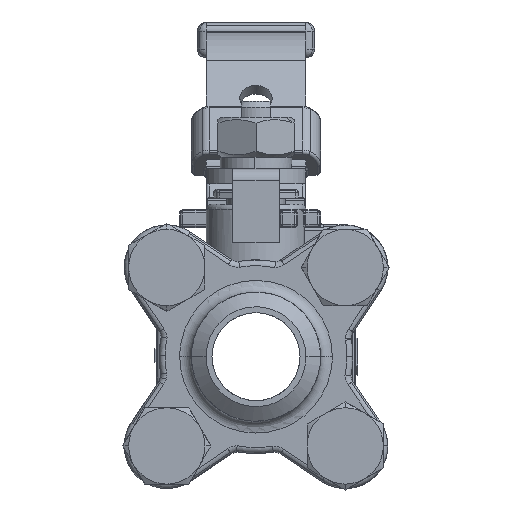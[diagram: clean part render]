
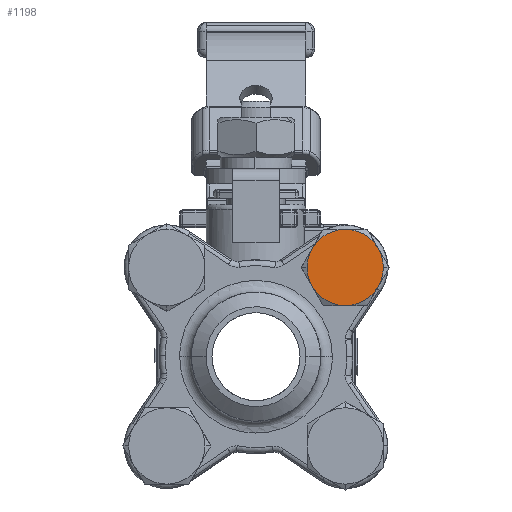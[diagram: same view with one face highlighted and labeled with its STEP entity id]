
A CAD part, left-side view. The second image highlights one B-rep face of the part: STEP entity #1198.
In plain terms, the highlighted planar face has unit normal (-1, 0, 0).
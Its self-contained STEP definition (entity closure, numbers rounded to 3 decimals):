
#532=CARTESIAN_POINT('',(-25.48,-9.574,18.453));
#533=VERTEX_POINT('',#532);
#542=CARTESIAN_POINT('',(-25.48,-15.203,21.703));
#543=VERTEX_POINT('',#542);
#544=CARTESIAN_POINT('',(-25.48,-15.203,15.203));
#545=DIRECTION('',(-1.,-0.,-0.));
#546=DIRECTION('',(-0.,1.,0.));
#547=AXIS2_PLACEMENT_3D('',#544,#545,#546);
#548=CIRCLE('',#547,6.5);
#549=EDGE_CURVE('',#543,#533,#548,.T.);
#567=CARTESIAN_POINT('',(-25.48,-20.832,18.453));
#568=VERTEX_POINT('',#567);
#581=CARTESIAN_POINT('',(-25.48,-15.203,15.203));
#582=DIRECTION('',(-1.,-0.,-0.));
#583=DIRECTION('',(-0.,1.,0.));
#584=AXIS2_PLACEMENT_3D('',#581,#582,#583);
#585=CIRCLE('',#584,6.5);
#586=EDGE_CURVE('',#568,#543,#585,.T.);
#598=CARTESIAN_POINT('',(-25.48,-8.703,15.203));
#599=VERTEX_POINT('',#598);
#606=CARTESIAN_POINT('',(-25.48,-9.574,18.453));
#607=CARTESIAN_POINT('',(-25.48,-9.432,18.207));
#608=CARTESIAN_POINT('',(-25.48,-9.306,17.952));
#609=CARTESIAN_POINT('',(-25.48,-9.198,17.69));
#610=CARTESIAN_POINT('',(-25.48,-9.089,17.428));
#611=CARTESIAN_POINT('',(-25.48,-8.998,17.159));
#612=CARTESIAN_POINT('',(-25.48,-8.924,16.885));
#613=CARTESIAN_POINT('',(-25.48,-8.851,16.611));
#614=CARTESIAN_POINT('',(-25.48,-8.795,16.332));
#615=CARTESIAN_POINT('',(-25.48,-8.758,16.051));
#616=CARTESIAN_POINT('',(-25.48,-8.721,15.77));
#617=CARTESIAN_POINT('',(-25.48,-8.703,15.486));
#618=CARTESIAN_POINT('',(-25.48,-8.703,15.203));
#619=CARTESIAN_POINT('',(-25.48,-8.703,14.919));
#620=CARTESIAN_POINT('',(-25.48,-8.721,14.636));
#621=CARTESIAN_POINT('',(-25.48,-8.758,14.354));
#622=CARTESIAN_POINT('',(-25.48,-8.795,14.073));
#623=CARTESIAN_POINT('',(-25.48,-8.851,13.794));
#624=CARTESIAN_POINT('',(-25.48,-8.924,13.52));
#625=CARTESIAN_POINT('',(-25.48,-8.998,13.247));
#626=CARTESIAN_POINT('',(-25.48,-9.089,12.977));
#627=CARTESIAN_POINT('',(-25.48,-9.198,12.715));
#628=CARTESIAN_POINT('',(-25.48,-9.306,12.453));
#629=CARTESIAN_POINT('',(-25.48,-9.432,12.198));
#630=CARTESIAN_POINT('',(-25.48,-9.574,11.953));
#631=B_SPLINE_CURVE_WITH_KNOTS('',3,(#606,#607,#608,#609,#610,#611,#612,#613,#614,#615,#616,#617,#618,#619,#620,#621,#622,#623,#624,#625,#626,#627,#628,#629,#630),.UNSPECIFIED.,.F.,.F.,(4,3,3,3,3,3,3,3,4),(330.,337.5,345.,352.5,360.,367.5,375.,382.5,390.),.UNSPECIFIED.);
#632=EDGE_CURVE('',#533,#599,#631,.T.);
#650=CARTESIAN_POINT('',(-25.48,-21.703,15.203));
#651=VERTEX_POINT('',#650);
#658=CARTESIAN_POINT('',(-25.48,-20.832,11.953));
#659=VERTEX_POINT('',#658);
#660=CARTESIAN_POINT('',(-25.48,-20.832,11.953));
#661=CARTESIAN_POINT('',(-25.48,-20.974,12.198));
#662=CARTESIAN_POINT('',(-25.48,-21.099,12.453));
#663=CARTESIAN_POINT('',(-25.48,-21.208,12.715));
#664=CARTESIAN_POINT('',(-25.48,-21.317,12.977));
#665=CARTESIAN_POINT('',(-25.48,-21.408,13.247));
#666=CARTESIAN_POINT('',(-25.48,-21.481,13.52));
#667=CARTESIAN_POINT('',(-25.48,-21.555,13.794));
#668=CARTESIAN_POINT('',(-25.48,-21.61,14.073));
#669=CARTESIAN_POINT('',(-25.48,-21.647,14.354));
#670=CARTESIAN_POINT('',(-25.48,-21.684,14.636));
#671=CARTESIAN_POINT('',(-25.48,-21.703,14.919));
#672=CARTESIAN_POINT('',(-25.48,-21.703,15.203));
#673=CARTESIAN_POINT('',(-25.48,-21.703,15.486));
#674=CARTESIAN_POINT('',(-25.48,-21.684,15.77));
#675=CARTESIAN_POINT('',(-25.48,-21.647,16.051));
#676=CARTESIAN_POINT('',(-25.48,-21.61,16.332));
#677=CARTESIAN_POINT('',(-25.48,-21.555,16.611));
#678=CARTESIAN_POINT('',(-25.48,-21.481,16.885));
#679=CARTESIAN_POINT('',(-25.48,-21.408,17.159));
#680=CARTESIAN_POINT('',(-25.48,-21.317,17.428));
#681=CARTESIAN_POINT('',(-25.48,-21.208,17.69));
#682=CARTESIAN_POINT('',(-25.48,-21.099,17.952));
#683=CARTESIAN_POINT('',(-25.48,-20.974,18.207));
#684=CARTESIAN_POINT('',(-25.48,-20.832,18.453));
#685=B_SPLINE_CURVE_WITH_KNOTS('',3,(#660,#661,#662,#663,#664,#665,#666,#667,#668,#669,#670,#671,#672,#673,#674,#675,#676,#677,#678,#679,#680,#681,#682,#683,#684),.UNSPECIFIED.,.F.,.F.,(4,3,3,3,3,3,3,3,4),(150.,157.5,165.,172.5,180.,187.5,195.,202.5,210.),.UNSPECIFIED.);
#686=EDGE_CURVE('',#659,#651,#685,.T.);
#702=CARTESIAN_POINT('',(-25.48,-15.203,8.703));
#703=VERTEX_POINT('',#702);
#712=CARTESIAN_POINT('',(-25.48,-9.574,11.953));
#713=VERTEX_POINT('',#712);
#714=CARTESIAN_POINT('',(-25.48,-15.203,15.203));
#715=DIRECTION('',(-1.,-0.,-0.));
#716=DIRECTION('',(-0.,1.,0.));
#717=AXIS2_PLACEMENT_3D('',#714,#715,#716);
#718=CIRCLE('',#717,6.5);
#719=EDGE_CURVE('',#713,#703,#718,.T.);
#749=CARTESIAN_POINT('',(-25.48,-15.203,15.203));
#750=DIRECTION('',(-1.,-0.,-0.));
#751=DIRECTION('',(-0.,1.,0.));
#752=AXIS2_PLACEMENT_3D('',#749,#750,#751);
#753=CIRCLE('',#752,6.5);
#754=EDGE_CURVE('',#703,#659,#753,.T.);
#1129=CARTESIAN_POINT('',(-25.48,-15.203,15.203));
#1130=DIRECTION('',(1.,0.,0.));
#1131=DIRECTION('',(0.,0.,-1.));
#1132=AXIS2_PLACEMENT_3D('',#1129,#1130,#1131);
#1133=PLANE('',#1132);
#1134=ORIENTED_EDGE('',*,*,#549,.T.);
#1135=ORIENTED_EDGE('',*,*,#632,.T.);
#1136=CARTESIAN_POINT('',(-25.48,-9.574,18.453));
#1137=CARTESIAN_POINT('',(-25.48,-9.432,18.207));
#1138=CARTESIAN_POINT('',(-25.48,-9.306,17.952));
#1139=CARTESIAN_POINT('',(-25.48,-9.198,17.69));
#1140=CARTESIAN_POINT('',(-25.48,-9.089,17.428));
#1141=CARTESIAN_POINT('',(-25.48,-8.998,17.159));
#1142=CARTESIAN_POINT('',(-25.48,-8.924,16.885));
#1143=CARTESIAN_POINT('',(-25.48,-8.851,16.611));
#1144=CARTESIAN_POINT('',(-25.48,-8.795,16.332));
#1145=CARTESIAN_POINT('',(-25.48,-8.758,16.051));
#1146=CARTESIAN_POINT('',(-25.48,-8.721,15.77));
#1147=CARTESIAN_POINT('',(-25.48,-8.703,15.486));
#1148=CARTESIAN_POINT('',(-25.48,-8.703,15.203));
#1149=CARTESIAN_POINT('',(-25.48,-8.703,14.919));
#1150=CARTESIAN_POINT('',(-25.48,-8.721,14.636));
#1151=CARTESIAN_POINT('',(-25.48,-8.758,14.354));
#1152=CARTESIAN_POINT('',(-25.48,-8.795,14.073));
#1153=CARTESIAN_POINT('',(-25.48,-8.851,13.794));
#1154=CARTESIAN_POINT('',(-25.48,-8.924,13.52));
#1155=CARTESIAN_POINT('',(-25.48,-8.998,13.247));
#1156=CARTESIAN_POINT('',(-25.48,-9.089,12.977));
#1157=CARTESIAN_POINT('',(-25.48,-9.198,12.715));
#1158=CARTESIAN_POINT('',(-25.48,-9.306,12.453));
#1159=CARTESIAN_POINT('',(-25.48,-9.432,12.198));
#1160=CARTESIAN_POINT('',(-25.48,-9.574,11.953));
#1161=B_SPLINE_CURVE_WITH_KNOTS('',3,(#1136,#1137,#1138,#1139,#1140,#1141,#1142,#1143,#1144,#1145,#1146,#1147,#1148,#1149,#1150,#1151,#1152,#1153,#1154,#1155,#1156,#1157,#1158,#1159,#1160),.UNSPECIFIED.,.F.,.F.,(4,3,3,3,3,3,3,3,4),(330.,337.5,345.,352.5,360.,367.5,375.,382.5,390.),.UNSPECIFIED.);
#1162=EDGE_CURVE('',#599,#713,#1161,.T.);
#1163=ORIENTED_EDGE('',*,*,#1162,.T.);
#1164=ORIENTED_EDGE('',*,*,#719,.T.);
#1165=ORIENTED_EDGE('',*,*,#754,.T.);
#1166=ORIENTED_EDGE('',*,*,#686,.T.);
#1167=CARTESIAN_POINT('',(-25.48,-20.832,11.953));
#1168=CARTESIAN_POINT('',(-25.48,-20.974,12.198));
#1169=CARTESIAN_POINT('',(-25.48,-21.099,12.453));
#1170=CARTESIAN_POINT('',(-25.48,-21.208,12.715));
#1171=CARTESIAN_POINT('',(-25.48,-21.317,12.977));
#1172=CARTESIAN_POINT('',(-25.48,-21.408,13.247));
#1173=CARTESIAN_POINT('',(-25.48,-21.481,13.52));
#1174=CARTESIAN_POINT('',(-25.48,-21.555,13.794));
#1175=CARTESIAN_POINT('',(-25.48,-21.61,14.073));
#1176=CARTESIAN_POINT('',(-25.48,-21.647,14.354));
#1177=CARTESIAN_POINT('',(-25.48,-21.684,14.636));
#1178=CARTESIAN_POINT('',(-25.48,-21.703,14.919));
#1179=CARTESIAN_POINT('',(-25.48,-21.703,15.203));
#1180=CARTESIAN_POINT('',(-25.48,-21.703,15.486));
#1181=CARTESIAN_POINT('',(-25.48,-21.684,15.77));
#1182=CARTESIAN_POINT('',(-25.48,-21.647,16.051));
#1183=CARTESIAN_POINT('',(-25.48,-21.61,16.332));
#1184=CARTESIAN_POINT('',(-25.48,-21.555,16.611));
#1185=CARTESIAN_POINT('',(-25.48,-21.481,16.885));
#1186=CARTESIAN_POINT('',(-25.48,-21.408,17.159));
#1187=CARTESIAN_POINT('',(-25.48,-21.317,17.428));
#1188=CARTESIAN_POINT('',(-25.48,-21.208,17.69));
#1189=CARTESIAN_POINT('',(-25.48,-21.099,17.952));
#1190=CARTESIAN_POINT('',(-25.48,-20.974,18.207));
#1191=CARTESIAN_POINT('',(-25.48,-20.832,18.453));
#1192=B_SPLINE_CURVE_WITH_KNOTS('',3,(#1167,#1168,#1169,#1170,#1171,#1172,#1173,#1174,#1175,#1176,#1177,#1178,#1179,#1180,#1181,#1182,#1183,#1184,#1185,#1186,#1187,#1188,#1189,#1190,#1191),.UNSPECIFIED.,.F.,.F.,(4,3,3,3,3,3,3,3,4),(150.,157.5,165.,172.5,180.,187.5,195.,202.5,210.),.UNSPECIFIED.);
#1193=EDGE_CURVE('',#651,#568,#1192,.T.);
#1194=ORIENTED_EDGE('',*,*,#1193,.T.);
#1195=ORIENTED_EDGE('',*,*,#586,.T.);
#1196=EDGE_LOOP('',(#1134,#1135,#1163,#1164,#1165,#1166,#1194,#1195));
#1197=FACE_BOUND('',#1196,.T.);
#1198=ADVANCED_FACE('',(#1197),#1133,.F.);
